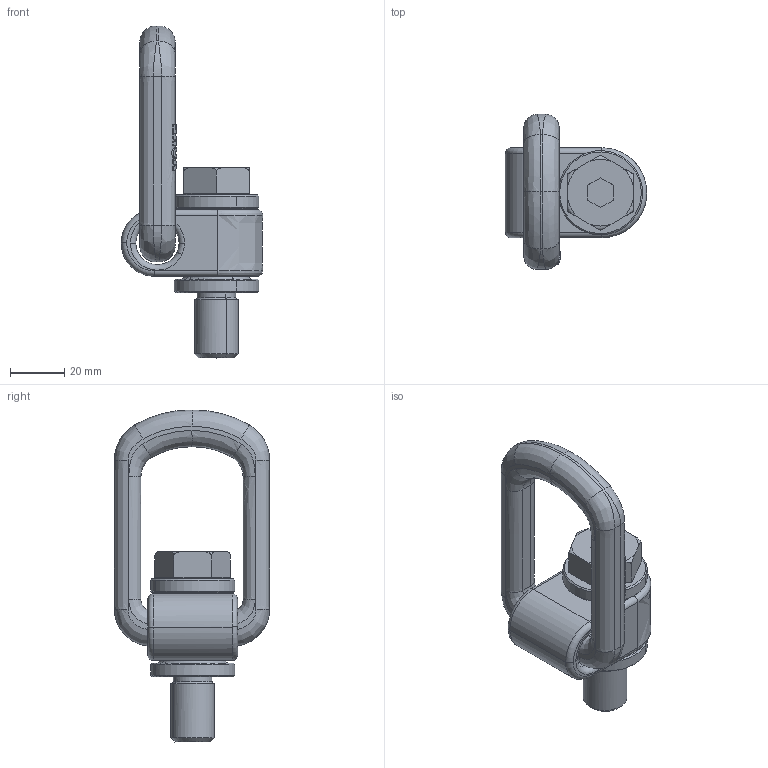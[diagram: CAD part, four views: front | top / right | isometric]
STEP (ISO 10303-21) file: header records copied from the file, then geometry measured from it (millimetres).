
FILE_DESCRIPTION(('CATIA V5 STEP Exchange'),'2;1');
FILE_NAME('8-212-015.stp','2017-06-16T07:32:00+00:00',('none'),('none'),'CATIA Version 5 Release 21 GA (IN-10)','CATIA V5 STEP AP203','none');
FILE_SCHEMA(('CONFIG_CONTROL_DESIGN'));
Length unit declared in the file: millimetre
Products named in the file (1): 8-212-015
Assembly tree (4 placements, depth 2):
  8-212-015
    #58
    #15599
    #16923
    #17745
Bounding box: 51.99 x 57 x 122.03 mm (x, y, z)
Volume: 73506.7 mm3; surface area: 28360.8 mm2
Topology: 4 solids, 4 shells, 363 faces, 970 edges, 622 vertices
Faces by surface type: plane 221, bspline 52, cylinder 40, torus 38, cone 10, extrusion 2
Entity records: 19133 total; most frequent: CARTESIAN_POINT 11223, ORIENTED_EDGE 1940, DIRECTION 1065, EDGE_CURVE 970, VERTEX_POINT 622, B_SPLINE_CURVE_WITH_KNOTS 507, AXIS2_PLACEMENT_3D 431, EDGE_LOOP 378
